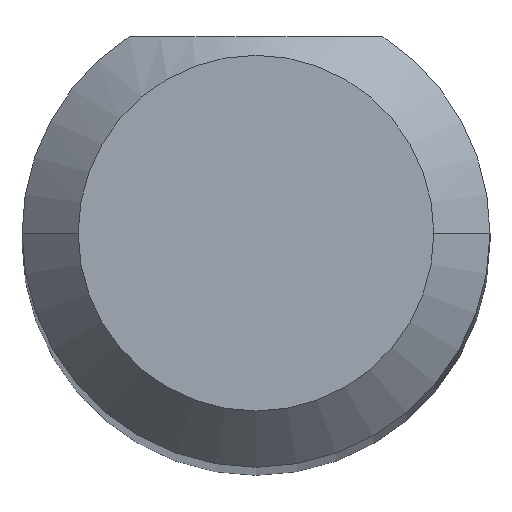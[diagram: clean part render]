
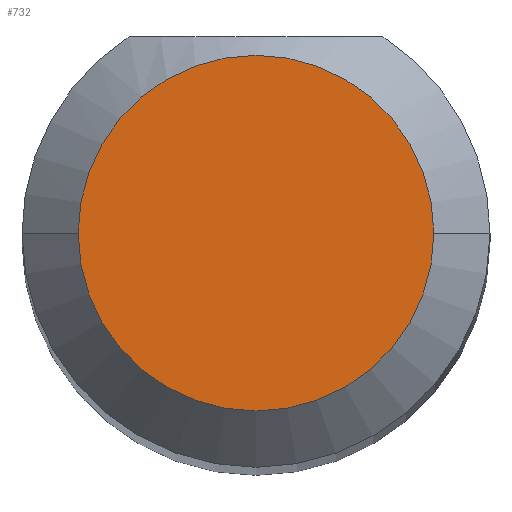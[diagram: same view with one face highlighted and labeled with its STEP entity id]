
A CAD part, top view. The second image highlights one B-rep face of the part: STEP entity #732.
In plain terms, the highlighted planar face has unit normal (0, 0, 1).
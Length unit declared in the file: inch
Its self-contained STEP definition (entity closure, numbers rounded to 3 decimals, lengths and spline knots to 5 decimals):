
#32 = ORIENTED_EDGE ( 'NONE', *, *, #278, .F. ) ;
#39 = DIRECTION ( 'NONE',  ( -1., 0., 0. ) ) ;
#57 = CARTESIAN_POINT ( 'NONE',  ( 0.25, 0., 1.5 ) ) ;
#97 = DIRECTION ( 'NONE',  ( 0., 0., -1. ) ) ;
#112 = DIRECTION ( 'NONE',  ( 0., 0., -1. ) ) ;
#124 = AXIS2_PLACEMENT_3D ( 'NONE', #57, #648, #295 ) ;
#152 = EDGE_LOOP ( 'NONE', ( #32, #311 ) ) ;
#218 = DIRECTION ( 'NONE',  ( -1., 0., 0. ) ) ;
#232 = AXIS2_PLACEMENT_3D ( 'NONE', #393, #97, #218 ) ;
#278 = EDGE_CURVE ( 'NONE', #485, #678, #565, .T. ) ;
#295 = DIRECTION ( 'NONE',  ( -1., 0., 0. ) ) ;
#299 = PLANE ( 'NONE',  #124 ) ;
#311 = ORIENTED_EDGE ( 'NONE', *, *, #575, .F. ) ;
#331 = CIRCLE ( 'NONE', #440, 0.0475 ) ;
#393 = CARTESIAN_POINT ( 'NONE',  ( 0.25, 0., 1.5 ) ) ;
#417 = FACE_OUTER_BOUND ( 'NONE', #152, .T. ) ;
#440 = AXIS2_PLACEMENT_3D ( 'NONE', #687, #112, #39 ) ;
#485 = VERTEX_POINT ( 'NONE', #624 ) ;
#565 = CIRCLE ( 'NONE', #232, 0.0475 ) ;
#575 = EDGE_CURVE ( 'NONE', #678, #485, #331, .T. ) ;
#624 = CARTESIAN_POINT ( 'NONE',  ( 0.2975, 0., 1.5 ) ) ;
#648 = DIRECTION ( 'NONE',  ( 0., 0., 1. ) ) ;
#678 = VERTEX_POINT ( 'NONE', #740 ) ;
#687 = CARTESIAN_POINT ( 'NONE',  ( 0.25, 0., 1.5 ) ) ;
#732 = ADVANCED_FACE ( 'NONE', ( #417 ), #299, .T. ) ;
#740 = CARTESIAN_POINT ( 'NONE',  ( 0.2025, 0., 1.5 ) ) ;
